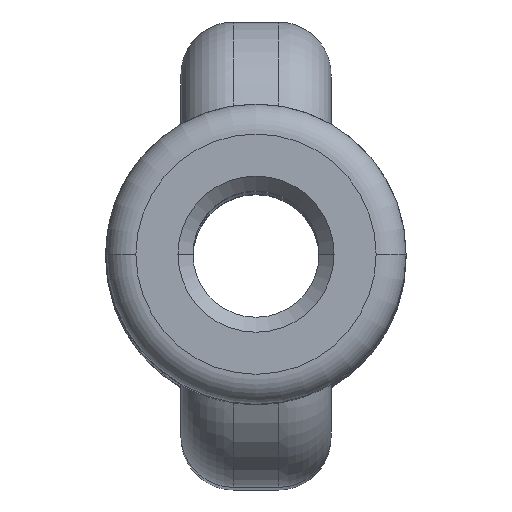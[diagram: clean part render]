
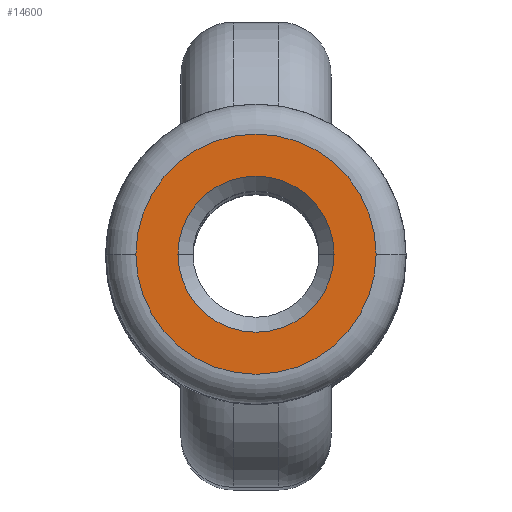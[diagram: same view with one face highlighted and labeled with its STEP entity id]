
A CAD part, top view. The second image highlights one B-rep face of the part: STEP entity #14600.
In plain terms, the highlighted planar face has unit normal (0, 0, 1).
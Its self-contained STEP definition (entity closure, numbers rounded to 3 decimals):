
#835 = VERTEX_POINT ( 'NONE', #11678 ) ;
#1619 = DIRECTION ( 'NONE',  ( 0., 0., 1. ) ) ;
#2617 = DIRECTION ( 'NONE',  ( -1., 0., 0. ) ) ;
#2660 = DIRECTION ( 'NONE',  ( -1., 0., 0. ) ) ;
#2816 = CARTESIAN_POINT ( 'NONE',  ( -4., 0., 35. ) ) ;
#3133 = VERTEX_POINT ( 'NONE', #17110 ) ;
#3218 = CIRCLE ( 'NONE', #12453, 2.6 ) ;
#3565 = CARTESIAN_POINT ( 'NONE',  ( 0., 0., 35. ) ) ;
#4168 = EDGE_CURVE ( 'NONE', #835, #4252, #8701, .T. ) ;
#4252 = VERTEX_POINT ( 'NONE', #2816 ) ;
#4677 = ORIENTED_EDGE ( 'NONE', *, *, #4168, .T. ) ;
#4800 = DIRECTION ( 'NONE',  ( 0., 0., -1. ) ) ;
#4857 = CARTESIAN_POINT ( 'NONE',  ( 0., 5., 35. ) ) ;
#4903 = DIRECTION ( 'NONE',  ( 0., 0., 1. ) ) ;
#5226 = CARTESIAN_POINT ( 'NONE',  ( 2.6, 0., 35. ) ) ;
#5803 = EDGE_LOOP ( 'NONE', ( #15572, #16557 ) ) ;
#6309 = DIRECTION ( 'NONE',  ( -1., 0., 0. ) ) ;
#6361 = DIRECTION ( 'NONE',  ( -1., 0., 0. ) ) ;
#6477 = AXIS2_PLACEMENT_3D ( 'NONE', #8218, #1619, #10793 ) ;
#6713 = EDGE_CURVE ( 'NONE', #4252, #835, #11919, .T. ) ;
#7514 = AXIS2_PLACEMENT_3D ( 'NONE', #8049, #13310, #2660 ) ;
#8049 = CARTESIAN_POINT ( 'NONE',  ( 0., 0., 35. ) ) ;
#8218 = CARTESIAN_POINT ( 'NONE',  ( 0., 0., 35. ) ) ;
#8701 = CIRCLE ( 'NONE', #9204, 4. ) ;
#9204 = AXIS2_PLACEMENT_3D ( 'NONE', #3565, #4903, #6361 ) ;
#10793 = DIRECTION ( 'NONE',  ( -1., 0., 0. ) ) ;
#11051 = FACE_BOUND ( 'NONE', #5803, .T. ) ;
#11215 = VERTEX_POINT ( 'NONE', #5226 ) ;
#11678 = CARTESIAN_POINT ( 'NONE',  ( 4., 0., 35. ) ) ;
#11919 = CIRCLE ( 'NONE', #6477, 4. ) ;
#11955 = EDGE_CURVE ( 'NONE', #3133, #11215, #15727, .T. ) ;
#12453 = AXIS2_PLACEMENT_3D ( 'NONE', #17016, #14404, #2617 ) ;
#13310 = DIRECTION ( 'NONE',  ( 0., 0., -1. ) ) ;
#14404 = DIRECTION ( 'NONE',  ( 0., 0., -1. ) ) ;
#14600 = ADVANCED_FACE ( 'NONE', ( #11051, #16459 ), #16720, .F. ) ;
#15572 = ORIENTED_EDGE ( 'NONE', *, *, #16867, .T. ) ;
#15695 = AXIS2_PLACEMENT_3D ( 'NONE', #4857, #4800, #6309 ) ;
#15727 = CIRCLE ( 'NONE', #7514, 2.6 ) ;
#16043 = ORIENTED_EDGE ( 'NONE', *, *, #6713, .T. ) ;
#16290 = EDGE_LOOP ( 'NONE', ( #16043, #4677 ) ) ;
#16459 = FACE_OUTER_BOUND ( 'NONE', #16290, .T. ) ;
#16557 = ORIENTED_EDGE ( 'NONE', *, *, #11955, .T. ) ;
#16720 = PLANE ( 'NONE',  #15695 ) ;
#16867 = EDGE_CURVE ( 'NONE', #11215, #3133, #3218, .T. ) ;
#17016 = CARTESIAN_POINT ( 'NONE',  ( 0., 0., 35. ) ) ;
#17110 = CARTESIAN_POINT ( 'NONE',  ( -2.6, 0., 35. ) ) ;
